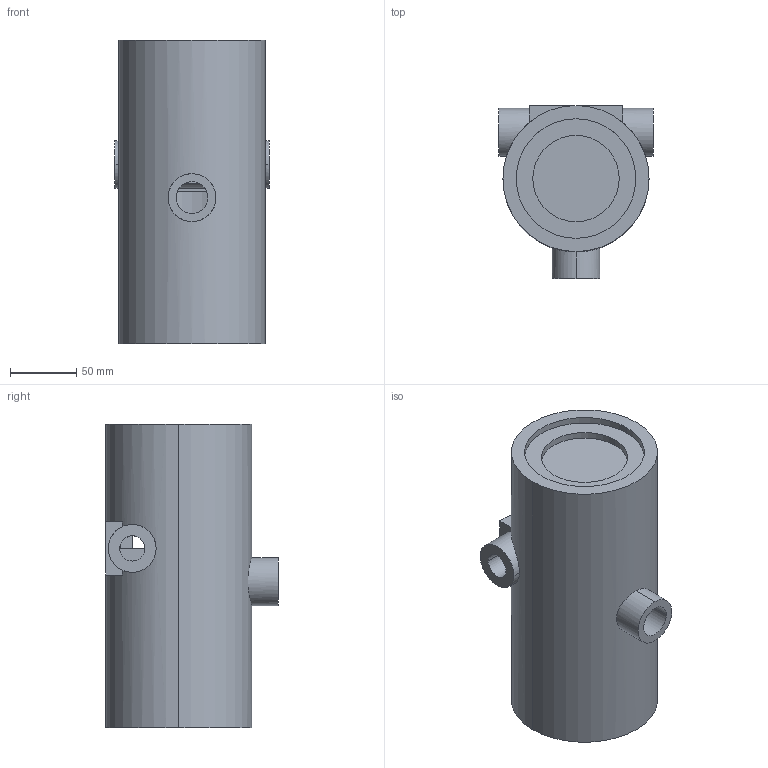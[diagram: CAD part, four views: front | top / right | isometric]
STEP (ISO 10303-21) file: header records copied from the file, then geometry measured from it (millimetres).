
FILE_DESCRIPTION((''),'2;1');
FILE_NAME('150132_SW','2010-01-26T',('banengservice'),('BANNER ENGINEERING'),'PRO/ENGINEER BY PARAMETRIC TECHNOLOGY CORPORATION, 2009141','PRO/ENGINEER BY PARAMETRIC TECHNOLOGY CORPORATION, 2009141','');
FILE_SCHEMA(('CONFIG_CONTROL_DESIGN'));
Length unit declared in the file: inch
Products named in the file (1): 150132_SW
Bounding box: 116 x 130 x 228.5 mm (x, y, z)
Volume: 988800.8 mm3; surface area: 198892.7 mm2
Topology: 1 solids, 1 shells, 130 faces, 315 edges, 199 vertices
Faces by surface type: cylinder 64, plane 56, cone 10
Entity records: 4053 total; most frequent: CARTESIAN_POINT 934, DIRECTION 669, ORIENTED_EDGE 610, EDGE_CURVE 305, AXIS2_PLACEMENT_3D 258, VERTEX_POINT 199, EDGE_LOOP 156, VECTOR 153
